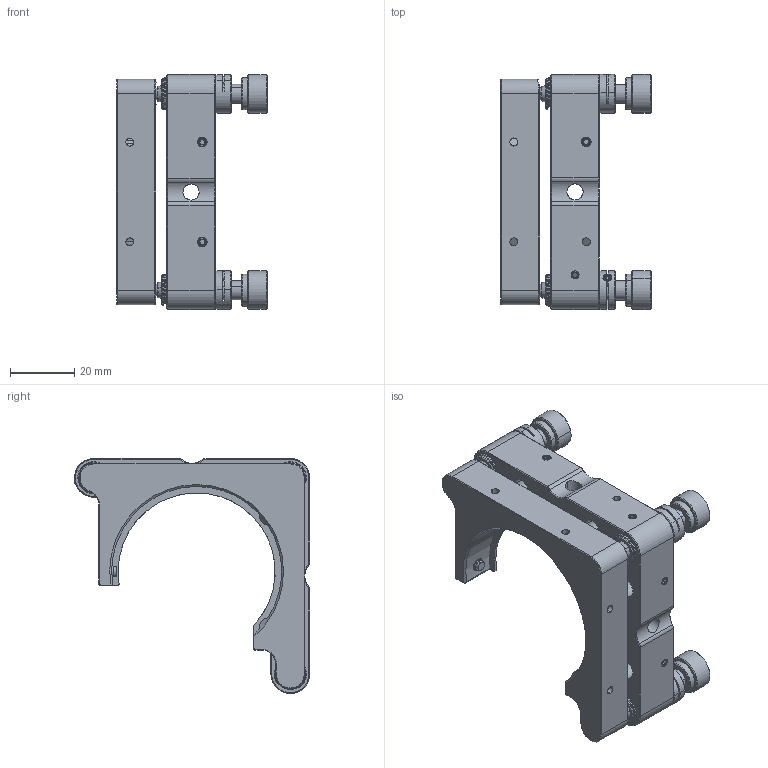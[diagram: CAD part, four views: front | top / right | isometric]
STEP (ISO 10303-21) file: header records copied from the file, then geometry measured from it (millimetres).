
FILE_DESCRIPTION (( 'STEP AP203' ), '1' );
FILE_NAME ('1.1.2.25_ZJK-R2.0-3_光学调整架，右手系开口式，用于φ2英寸光学元件，三轴.STEP', '2023-02-11T04:40:50', ( '' ), ( '' ), 'SwSTEP 2.0', 'SolidWorks 2021', '' );
FILE_SCHEMA (( 'CONFIG_CONTROL_DESIGN' ));
Length unit declared in the file: millimetre
Products named in the file (1): 1.1.2.25_ZJK-R2.0-3_光学调整架，右手系开口式，用于φ2英寸光学元件，三轴
Bounding box: 46.6 x 73.07 x 73 mm (x, y, z)
Surface area: 22079.2 mm2 (no closed solid volume)
Topology: 0 solids, 39 shells, 515 faces, 1373 edges, 884 vertices
Faces by surface type: cone 169, plane 167, cylinder 163, sphere 10, torus 6
Entity records: 17399 total; most frequent: CARTESIAN_POINT 4526, DIRECTION 2818, ORIENTED_EDGE 2428, EDGE_CURVE 1348, AXIS2_PLACEMENT_3D 1113, VERTEX_POINT 875, EDGE_LOOP 602, CIRCLE 597
